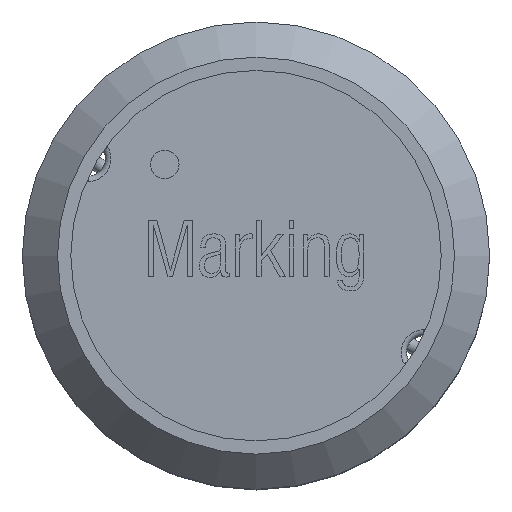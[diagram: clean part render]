
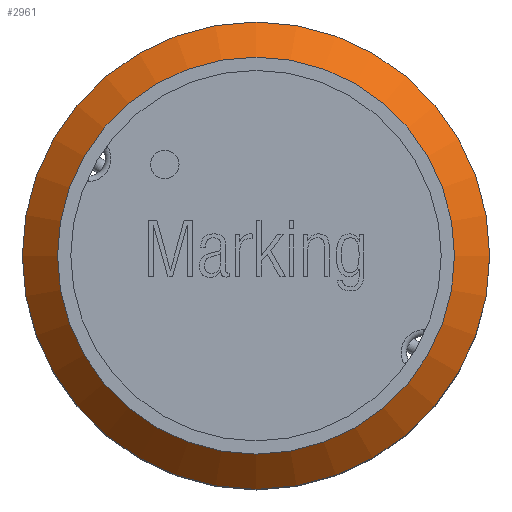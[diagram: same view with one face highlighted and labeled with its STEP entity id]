
A CAD part, top view. The second image highlights one B-rep face of the part: STEP entity #2961.
In plain terms, the highlighted conical face has half-angle 45 degrees and reference radius 3.483 mm.
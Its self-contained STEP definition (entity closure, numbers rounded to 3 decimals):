
#733=CONICAL_SURFACE('',#4377,3.483,0.785);
#794=ORIENTED_EDGE('',*,*,#1628,.T.);
#795=ORIENTED_EDGE('',*,*,#1629,.F.);
#1628=EDGE_CURVE('',#2048,#2048,#2340,.T.);
#1629=EDGE_CURVE('',#2049,#2049,#2341,.T.);
#2048=VERTEX_POINT('',#5441);
#2049=VERTEX_POINT('',#5444);
#2340=CIRCLE('',#4376,3.483);
#2341=CIRCLE('',#4378,4.1);
#2436=EDGE_LOOP('',(#794));
#2437=EDGE_LOOP('',(#795));
#2690=FACE_BOUND('',#2436,.T.);
#2691=FACE_BOUND('',#2437,.T.);
#2961=ADVANCED_FACE('',(#2690,#2691),#733,.T.);
#4376=AXIS2_PLACEMENT_3D('',#5440,#4655,#4656);
#4377=AXIS2_PLACEMENT_3D('',#5442,#4657,#4658);
#4378=AXIS2_PLACEMENT_3D('',#5443,#4659,#4660);
#4655=DIRECTION('',(0.,0.,-1.));
#4656=DIRECTION('',(-1.,0.,0.));
#4657=DIRECTION('',(0.,0.,-1.));
#4658=DIRECTION('',(-1.,0.,0.));
#4659=DIRECTION('',(0.,0.,-1.));
#4660=DIRECTION('',(-1.,0.,0.));
#5440=CARTESIAN_POINT('',(0.,0.,4.7));
#5441=CARTESIAN_POINT('',(-3.483,0.,4.7));
#5442=CARTESIAN_POINT('',(0.,0.,4.7));
#5443=CARTESIAN_POINT('',(0.,0.,4.083));
#5444=CARTESIAN_POINT('',(-4.1,0.,4.083));
